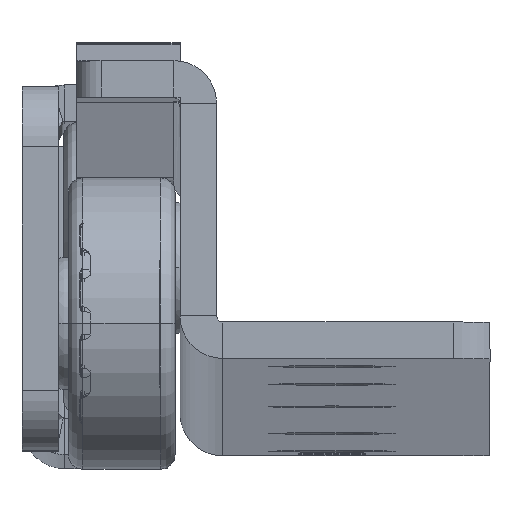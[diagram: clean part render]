
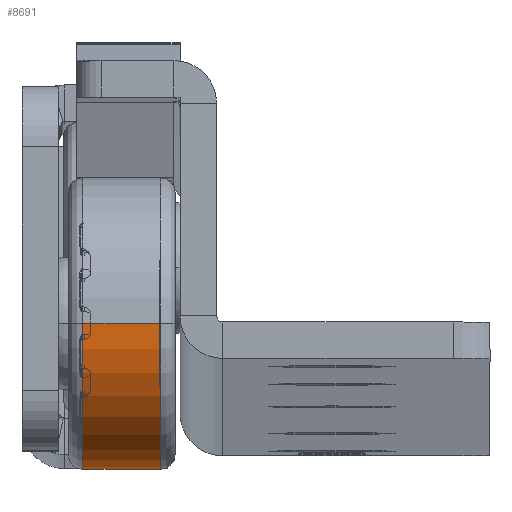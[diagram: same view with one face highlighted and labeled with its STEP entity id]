
A CAD part, top view. The second image highlights one B-rep face of the part: STEP entity #8691.
In plain terms, the highlighted cylindrical face has radius 12 mm (diameter 24 mm), a partial arc.
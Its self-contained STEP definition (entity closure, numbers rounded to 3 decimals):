
#37 = LINE ( 'NONE', #6007, #8184 ) ;
#192 = ORIENTED_EDGE ( 'NONE', *, *, #18371, .F. ) ;
#219 = ORIENTED_EDGE ( 'NONE', *, *, #14687, .T. ) ;
#381 = ORIENTED_EDGE ( 'NONE', *, *, #17812, .T. ) ;
#1171 = DIRECTION ( 'NONE',  ( 0., 0., 1. ) ) ;
#1497 = VERTEX_POINT ( 'NONE', #16943 ) ;
#2790 = LINE ( 'NONE', #11854, #8688 ) ;
#3081 = DIRECTION ( 'NONE',  ( 0., 0., 1. ) ) ;
#4194 = DIRECTION ( 'NONE',  ( -1., 0., 0. ) ) ;
#4852 = AXIS2_PLACEMENT_3D ( 'NONE', #10153, #4194, #1171 ) ;
#4959 = VERTEX_POINT ( 'NONE', #17546 ) ;
#6007 = CARTESIAN_POINT ( 'NONE',  ( 0., 0., -12. ) ) ;
#6412 = DIRECTION ( 'NONE',  ( -1., 0., 0. ) ) ;
#6874 = ORIENTED_EDGE ( 'NONE', *, *, #8628, .F. ) ;
#7845 = FACE_OUTER_BOUND ( 'NONE', #10721, .T. ) ;
#8184 = VECTOR ( 'NONE', #9026, 1000. ) ;
#8278 = VERTEX_POINT ( 'NONE', #15923 ) ;
#8628 = EDGE_CURVE ( 'NONE', #4959, #1497, #2790, .T. ) ;
#8688 = VECTOR ( 'NONE', #8756, 1000. ) ;
#8691 = ADVANCED_FACE ( 'NONE', ( #7845 ), #18138, .T. ) ;
#8756 = DIRECTION ( 'NONE',  ( -1., 0., 0. ) ) ;
#9026 = DIRECTION ( 'NONE',  ( -1., 0., 0. ) ) ;
#10153 = CARTESIAN_POINT ( 'NONE',  ( 7.6, 0., 0. ) ) ;
#10681 = DIRECTION ( 'NONE',  ( -1., 0., 0. ) ) ;
#10721 = EDGE_LOOP ( 'NONE', ( #381, #219, #192, #6874 ) ) ;
#10784 = CIRCLE ( 'NONE', #17037, 12. ) ;
#10785 = CARTESIAN_POINT ( 'NONE',  ( 1.2, 0., 0. ) ) ;
#11854 = CARTESIAN_POINT ( 'NONE',  ( 0., 0., 12. ) ) ;
#12136 = CARTESIAN_POINT ( 'NONE',  ( 0., 0., 0. ) ) ;
#13297 = VERTEX_POINT ( 'NONE', #18811 ) ;
#14687 = EDGE_CURVE ( 'NONE', #13297, #8278, #37, .T. ) ;
#15236 = AXIS2_PLACEMENT_3D ( 'NONE', #12136, #10681, #3081 ) ;
#15923 = CARTESIAN_POINT ( 'NONE',  ( 1.2, 0., -12. ) ) ;
#16099 = CIRCLE ( 'NONE', #4852, 12. ) ;
#16774 = DIRECTION ( 'NONE',  ( 0., 0., 1. ) ) ;
#16943 = CARTESIAN_POINT ( 'NONE',  ( 1.2, 0., 12. ) ) ;
#17037 = AXIS2_PLACEMENT_3D ( 'NONE', #10785, #6412, #16774 ) ;
#17546 = CARTESIAN_POINT ( 'NONE',  ( 7.6, 0., 12. ) ) ;
#17812 = EDGE_CURVE ( 'NONE', #4959, #13297, #16099, .T. ) ;
#18138 = CYLINDRICAL_SURFACE ( 'NONE', #15236, 12. ) ;
#18371 = EDGE_CURVE ( 'NONE', #1497, #8278, #10784, .T. ) ;
#18811 = CARTESIAN_POINT ( 'NONE',  ( 7.6, 0., -12. ) ) ;
